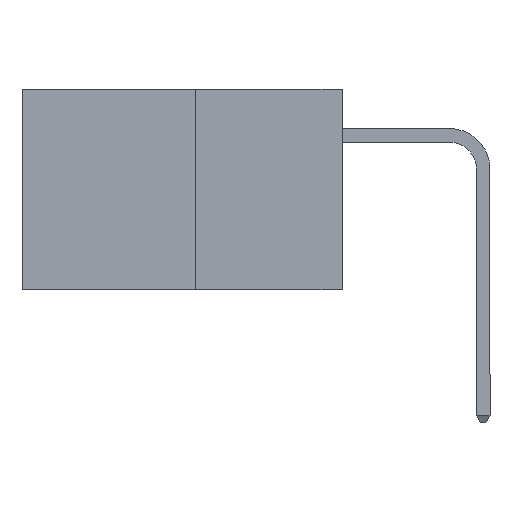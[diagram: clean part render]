
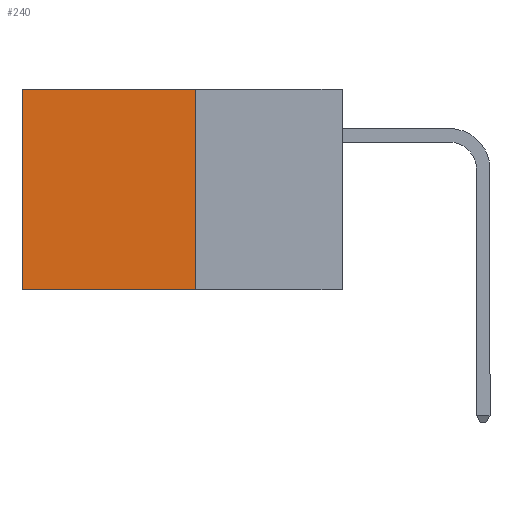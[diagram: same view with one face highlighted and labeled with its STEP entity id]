
A CAD part, left-side view. The second image highlights one B-rep face of the part: STEP entity #240.
In plain terms, the highlighted planar face has unit normal (-1, 0, 0).
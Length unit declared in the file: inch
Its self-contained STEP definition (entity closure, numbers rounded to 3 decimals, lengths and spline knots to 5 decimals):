
#188 = VECTOR ( 'NONE', #10057, 39.37008 ) ;
#240 = ADVANCED_FACE ( 'NONE', ( #6936 ), #2151, .F. ) ;
#391 = ORIENTED_EDGE ( 'NONE', *, *, #2255, .T. ) ;
#1126 = AXIS2_PLACEMENT_3D ( 'NONE', #6421, #10921, #10411 ) ;
#1137 = VECTOR ( 'NONE', #3484, 39.37008 ) ;
#1374 = CARTESIAN_POINT ( 'NONE',  ( 0.277, 0.27, 0. ) ) ;
#1563 = CARTESIAN_POINT ( 'NONE',  ( 0.277, 0.27, -0.37 ) ) ;
#1578 = CARTESIAN_POINT ( 'NONE',  ( 0.277, 0.27, -0.37 ) ) ;
#1958 = EDGE_LOOP ( 'NONE', ( #391, #2957, #5412, #7647 ) ) ;
#2151 = PLANE ( 'NONE',  #1126 ) ;
#2248 = VERTEX_POINT ( 'NONE', #1563 ) ;
#2255 = EDGE_CURVE ( 'NONE', #2550, #5442, #6230, .T. ) ;
#2550 = VERTEX_POINT ( 'NONE', #8812 ) ;
#2957 = ORIENTED_EDGE ( 'NONE', *, *, #10106, .F. ) ;
#3187 = DIRECTION ( 'NONE',  ( 0., 1., 0. ) ) ;
#3484 = DIRECTION ( 'NONE',  ( 0., 1., 0. ) ) ;
#5412 = ORIENTED_EDGE ( 'NONE', *, *, #6270, .F. ) ;
#5442 = VERTEX_POINT ( 'NONE', #7636 ) ;
#5474 = LINE ( 'NONE', #10198, #188 ) ;
#5640 = CARTESIAN_POINT ( 'NONE',  ( 0.277, 0.59, -0.37 ) ) ;
#5876 = EDGE_CURVE ( 'NONE', #9221, #2550, #10345, .T. ) ;
#6230 = LINE ( 'NONE', #5640, #8902 ) ;
#6270 = EDGE_CURVE ( 'NONE', #9221, #2248, #5474, .T. ) ;
#6421 = CARTESIAN_POINT ( 'NONE',  ( 0.277, 0.27, -0.37 ) ) ;
#6936 = FACE_OUTER_BOUND ( 'NONE', #1958, .T. ) ;
#7636 = CARTESIAN_POINT ( 'NONE',  ( 0.277, 0.59, -0.37 ) ) ;
#7647 = ORIENTED_EDGE ( 'NONE', *, *, #5876, .T. ) ;
#8335 = VECTOR ( 'NONE', #3187, 39.37008 ) ;
#8806 = DIRECTION ( 'NONE',  ( 0., 0., -1. ) ) ;
#8812 = CARTESIAN_POINT ( 'NONE',  ( 0.277, 0.59, 0. ) ) ;
#8902 = VECTOR ( 'NONE', #8806, 39.37008 ) ;
#9221 = VERTEX_POINT ( 'NONE', #10762 ) ;
#10057 = DIRECTION ( 'NONE',  ( 0., 0., -1. ) ) ;
#10064 = LINE ( 'NONE', #1578, #1137 ) ;
#10106 = EDGE_CURVE ( 'NONE', #2248, #5442, #10064, .T. ) ;
#10198 = CARTESIAN_POINT ( 'NONE',  ( 0.277, 0.27, -0.37 ) ) ;
#10345 = LINE ( 'NONE', #1374, #8335 ) ;
#10411 = DIRECTION ( 'NONE',  ( 0., 0., -1. ) ) ;
#10762 = CARTESIAN_POINT ( 'NONE',  ( 0.277, 0.27, 0. ) ) ;
#10921 = DIRECTION ( 'NONE',  ( 1., 0., 0. ) ) ;
